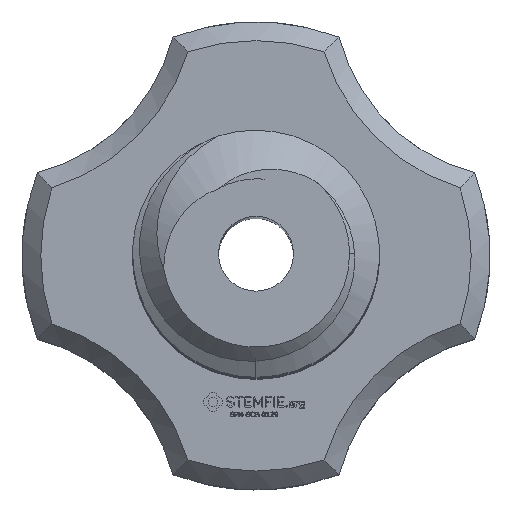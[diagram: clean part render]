
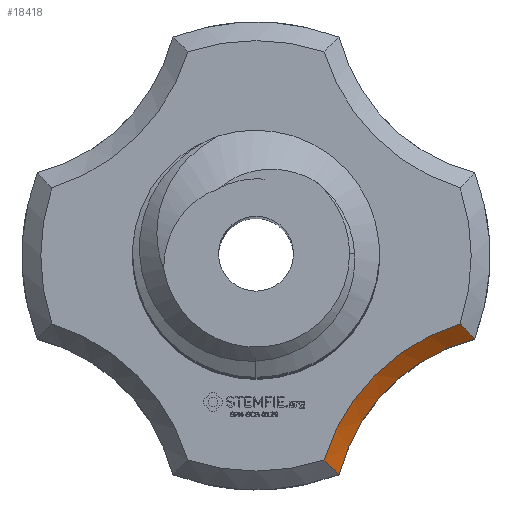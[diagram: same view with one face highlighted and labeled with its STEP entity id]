
A CAD part, top view. The second image highlights one B-rep face of the part: STEP entity #18418.
In plain terms, the highlighted conical face has half-angle 45 degrees and reference radius 5 mm.
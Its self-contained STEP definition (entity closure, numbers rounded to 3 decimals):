
#3999 = VERTEX_POINT('',#4000);
#4000 = CARTESIAN_POINT('',(5.841,-2.225,-0.5));
#4014 = CYLINDRICAL_SURFACE('',#4015,5.);
#4015 = AXIS2_PLACEMENT_3D('',#4016,#4017,#4018);
#4016 = CARTESIAN_POINT('',(7.071,-7.071,0.));
#4017 = DIRECTION('',(-0.,0.,1.));
#4018 = DIRECTION('',(1.,0.,0.));
#4041 = CONICAL_SURFACE('',#4042,6.25,0.785);
#4042 = AXIS2_PLACEMENT_3D('',#4043,#4044,#4045);
#4043 = CARTESIAN_POINT('',(0.,0.,-0.5));
#4044 = DIRECTION('',(0.,0.,-1.));
#4045 = DIRECTION('',(0.934,0.356,0.));
#4765 = EDGE_CURVE('',#3999,#4766,#4768,.T.);
#4766 = VERTEX_POINT('',#4767);
#4767 = CARTESIAN_POINT('',(5.457,-1.814,0.));
#4768 = SURFACE_CURVE('',#4769,(#4774,#4784),.PCURVE_S1.);
#4769 = ELLIPSE('',#4770,7.526,2.577);
#4770 = AXIS2_PLACEMENT_3D('',#4771,#4772,#4773);
#4771 = CARTESIAN_POINT('',(3.536,-3.536,0.125));
#4772 = DIRECTION('',(0.47,-0.47,0.747));
#4773 = DIRECTION('',(0.528,-0.528,-0.664));
#4774 = PCURVE('',#4041,#4775);
#4775 = DEFINITIONAL_REPRESENTATION('',(#4776),#4783);
#4776 = B_SPLINE_CURVE_WITH_KNOTS('',5,(#4777,#4778,#4779,#4780,#4781,
    #4782),.UNSPECIFIED.,.F.,.F.,(6,6),(1.445,1.546),
  .PIECEWISE_BEZIER_KNOTS.);
#4777 = CARTESIAN_POINT('',(0.728,0.));
#4778 = CARTESIAN_POINT('',(0.72,-0.1));
#4779 = CARTESIAN_POINT('',(0.711,-0.199));
#4780 = CARTESIAN_POINT('',(0.703,-0.299));
#4781 = CARTESIAN_POINT('',(0.694,-0.4));
#4782 = CARTESIAN_POINT('',(0.685,-0.5));
#4783 = ( GEOMETRIC_REPRESENTATION_CONTEXT(2) 
PARAMETRIC_REPRESENTATION_CONTEXT() REPRESENTATION_CONTEXT('2D SPACE',''
  ) );
#4784 = PCURVE('',#4785,#4790);
#4785 = CONICAL_SURFACE('',#4786,5.,0.785);
#4786 = AXIS2_PLACEMENT_3D('',#4787,#4788,#4789);
#4787 = CARTESIAN_POINT('',(7.071,-7.071,-0.5));
#4788 = DIRECTION('',(-0.,0.,1.));
#4789 = DIRECTION('',(-0.969,0.246,-0.));
#4790 = DEFINITIONAL_REPRESENTATION('',(#4791),#4798);
#4791 = B_SPLINE_CURVE_WITH_KNOTS('',5,(#4792,#4793,#4794,#4795,#4796,
    #4797),.UNSPECIFIED.,.F.,.F.,(6,6),(1.445,1.546),
  .PIECEWISE_BEZIER_KNOTS.);
#4792 = CARTESIAN_POINT('',(-1.073,0.));
#4793 = CARTESIAN_POINT('',(-1.063,0.1));
#4794 = CARTESIAN_POINT('',(-1.053,0.199));
#4795 = CARTESIAN_POINT('',(-1.043,0.299));
#4796 = CARTESIAN_POINT('',(-1.034,0.4));
#4797 = CARTESIAN_POINT('',(-1.024,0.5));
#4798 = ( GEOMETRIC_REPRESENTATION_CONTEXT(2) 
PARAMETRIC_REPRESENTATION_CONTEXT() REPRESENTATION_CONTEXT('2D SPACE',''
  ) );
#4815 = PLANE('',#4816);
#4816 = AXIS2_PLACEMENT_3D('',#4817,#4818,#4819);
#4817 = CARTESIAN_POINT('',(0.,0.,0.)
  );
#4818 = DIRECTION('',(0.,0.,-1.));
#4819 = DIRECTION('',(1.,0.,0.));
#4831 = VERTEX_POINT('',#4832);
#4832 = CARTESIAN_POINT('',(2.225,-5.841,-0.5));
#4951 = EDGE_CURVE('',#4831,#3999,#4952,.T.);
#4952 = SURFACE_CURVE('',#4953,(#4958,#4965),.PCURVE_S1.);
#4953 = CIRCLE('',#4954,5.);
#4954 = AXIS2_PLACEMENT_3D('',#4955,#4956,#4957);
#4955 = CARTESIAN_POINT('',(7.071,-7.071,-0.5));
#4956 = DIRECTION('',(0.,0.,-1.));
#4957 = DIRECTION('',(-0.969,0.246,-0.));
#4958 = PCURVE('',#4014,#4959);
#4959 = DEFINITIONAL_REPRESENTATION('',(#4960),#4964);
#4960 = LINE('',#4961,#4962);
#4961 = CARTESIAN_POINT('',(-3.39,-0.5));
#4962 = VECTOR('',#4963,1.);
#4963 = DIRECTION('',(-1.,0.));
#4964 = ( GEOMETRIC_REPRESENTATION_CONTEXT(2) 
PARAMETRIC_REPRESENTATION_CONTEXT() REPRESENTATION_CONTEXT('2D SPACE',''
  ) );
#4965 = PCURVE('',#4785,#4966);
#4966 = DEFINITIONAL_REPRESENTATION('',(#4967),#4971);
#4967 = LINE('',#4968,#4969);
#4968 = CARTESIAN_POINT('',(-0.,0.));
#4969 = VECTOR('',#4970,1.);
#4970 = DIRECTION('',(-1.,0.));
#4971 = ( GEOMETRIC_REPRESENTATION_CONTEXT(2) 
PARAMETRIC_REPRESENTATION_CONTEXT() REPRESENTATION_CONTEXT('2D SPACE',''
  ) );
#6786 = EDGE_CURVE('',#6787,#4766,#6789,.T.);
#6787 = VERTEX_POINT('',#6788);
#6788 = CARTESIAN_POINT('',(1.814,-5.457,0.));
#6789 = SURFACE_CURVE('',#6790,(#6795,#6802),.PCURVE_S1.);
#6790 = CIRCLE('',#6791,5.5);
#6791 = AXIS2_PLACEMENT_3D('',#6792,#6793,#6794);
#6792 = CARTESIAN_POINT('',(7.071,-7.071,0.));
#6793 = DIRECTION('',(0.,0.,-1.));
#6794 = DIRECTION('',(-0.969,0.246,-0.));
#6795 = PCURVE('',#4815,#6796);
#6796 = DEFINITIONAL_REPRESENTATION('',(#6797),#6801);
#6797 = CIRCLE('',#6798,5.5);
#6798 = AXIS2_PLACEMENT_2D('',#6799,#6800);
#6799 = CARTESIAN_POINT('',(7.071,7.071));
#6800 = DIRECTION('',(-0.969,-0.246));
#6801 = ( GEOMETRIC_REPRESENTATION_CONTEXT(2) 
PARAMETRIC_REPRESENTATION_CONTEXT() REPRESENTATION_CONTEXT('2D SPACE',''
  ) );
#6802 = PCURVE('',#4785,#6803);
#6803 = DEFINITIONAL_REPRESENTATION('',(#6804),#6808);
#6804 = LINE('',#6805,#6806);
#6805 = CARTESIAN_POINT('',(-0.,0.5));
#6806 = VECTOR('',#6807,1.);
#6807 = DIRECTION('',(-1.,0.));
#6808 = ( GEOMETRIC_REPRESENTATION_CONTEXT(2) 
PARAMETRIC_REPRESENTATION_CONTEXT() REPRESENTATION_CONTEXT('2D SPACE',''
  ) );
#6827 = CONICAL_SURFACE('',#6828,6.25,0.785);
#6828 = AXIS2_PLACEMENT_3D('',#6829,#6830,#6831);
#6829 = CARTESIAN_POINT('',(0.,0.,-0.5));
#6830 = DIRECTION('',(0.,0.,-1.));
#6831 = DIRECTION('',(0.356,-0.934,0.));
#18418 = ADVANCED_FACE('',(#18419),#4785,.F.);
#18419 = FACE_BOUND('',#18420,.T.);
#18420 = EDGE_LOOP('',(#18421,#18449,#18450,#18451));
#18421 = ORIENTED_EDGE('',*,*,#18422,.F.);
#18422 = EDGE_CURVE('',#4831,#6787,#18423,.T.);
#18423 = SURFACE_CURVE('',#18424,(#18429,#18439),.PCURVE_S1.);
#18424 = ELLIPSE('',#18425,7.526,2.577);
#18425 = AXIS2_PLACEMENT_3D('',#18426,#18427,#18428);
#18426 = CARTESIAN_POINT('',(3.536,-3.536,0.125));
#18427 = DIRECTION('',(-0.47,0.47,-0.747));
#18428 = DIRECTION('',(-0.528,0.528,0.664));
#18429 = PCURVE('',#4785,#18430);
#18430 = DEFINITIONAL_REPRESENTATION('',(#18431),#18438);
#18431 = B_SPLINE_CURVE_WITH_KNOTS('',5,(#18432,#18433,#18434,#18435,
    #18436,#18437),.UNSPECIFIED.,.F.,.F.,(6,6),(4.587,
    4.687),.PIECEWISE_BEZIER_KNOTS.);
#18432 = CARTESIAN_POINT('',(0.,0.));
#18433 = CARTESIAN_POINT('',(-0.01,0.1));
#18434 = CARTESIAN_POINT('',(-0.02,0.199));
#18435 = CARTESIAN_POINT('',(-0.03,0.299));
#18436 = CARTESIAN_POINT('',(-0.04,0.4));
#18437 = CARTESIAN_POINT('',(-0.049,0.5));
#18438 = ( GEOMETRIC_REPRESENTATION_CONTEXT(2) 
PARAMETRIC_REPRESENTATION_CONTEXT() REPRESENTATION_CONTEXT('2D SPACE',''
  ) );
#18439 = PCURVE('',#6827,#18440);
#18440 = DEFINITIONAL_REPRESENTATION('',(#18441),#18448);
#18441 = B_SPLINE_CURVE_WITH_KNOTS('',5,(#18442,#18443,#18444,#18445,
    #18446,#18447),.UNSPECIFIED.,.F.,.F.,(6,6),(4.587,
    4.687),.PIECEWISE_BEZIER_KNOTS.);
#18442 = CARTESIAN_POINT('',(0.,0.));
#18443 = CARTESIAN_POINT('',(0.008,-0.1));
#18444 = CARTESIAN_POINT('',(0.017,-0.199));
#18445 = CARTESIAN_POINT('',(0.025,-0.299));
#18446 = CARTESIAN_POINT('',(0.034,-0.4));
#18447 = CARTESIAN_POINT('',(0.043,-0.5));
#18448 = ( GEOMETRIC_REPRESENTATION_CONTEXT(2) 
PARAMETRIC_REPRESENTATION_CONTEXT() REPRESENTATION_CONTEXT('2D SPACE',''
  ) );
#18449 = ORIENTED_EDGE('',*,*,#4951,.T.);
#18450 = ORIENTED_EDGE('',*,*,#4765,.T.);
#18451 = ORIENTED_EDGE('',*,*,#6786,.F.);
